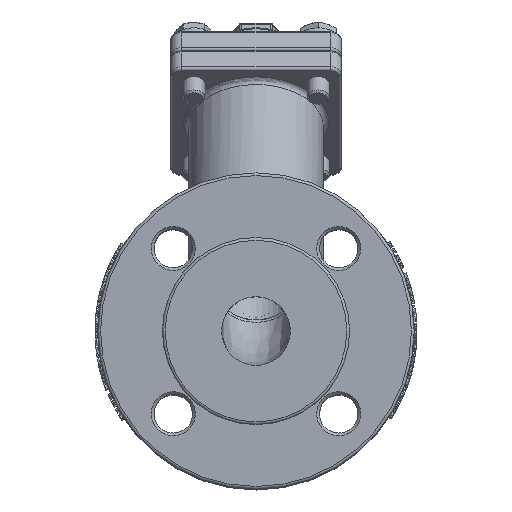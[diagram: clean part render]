
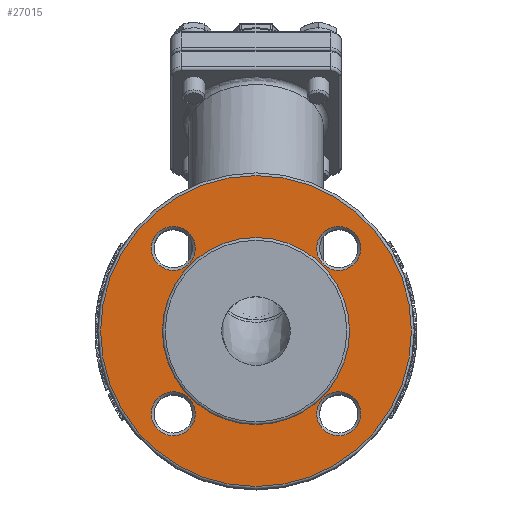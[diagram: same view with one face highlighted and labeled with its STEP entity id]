
A CAD part, top view. The second image highlights one B-rep face of the part: STEP entity #27015.
In plain terms, the highlighted planar face has unit normal (0, 0, 1).
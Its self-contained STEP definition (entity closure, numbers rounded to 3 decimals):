
#4361=FACE_BOUND('',#7646,.T.);
#4362=FACE_BOUND('',#7647,.T.);
#4363=FACE_BOUND('',#7648,.T.);
#4364=FACE_BOUND('',#7649,.T.);
#4365=FACE_BOUND('',#7650,.T.);
#4627=PLANE('',#28739);
#5262=CIRCLE('',#28717,56.5);
#5269=CIRCLE('',#28728,34.);
#5271=CIRCLE('',#28732,8.);
#5273=CIRCLE('',#28735,8.);
#5274=CIRCLE('',#28737,8.);
#5276=CIRCLE('',#28740,8.);
#6050=FACE_OUTER_BOUND('',#7645,.T.);
#7645=EDGE_LOOP('',(#17866));
#7646=EDGE_LOOP('',(#17867));
#7647=EDGE_LOOP('',(#17868));
#7648=EDGE_LOOP('',(#17869));
#7649=EDGE_LOOP('',(#17870));
#7650=EDGE_LOOP('',(#17871));
#10823=VERTEX_POINT('',#35811);
#10837=VERTEX_POINT('',#35879);
#10839=VERTEX_POINT('',#35885);
#10841=VERTEX_POINT('',#35890);
#10842=VERTEX_POINT('',#35893);
#10844=VERTEX_POINT('',#35898);
#13575=EDGE_CURVE('',#10823,#10823,#5262,.T.);
#13589=EDGE_CURVE('',#10837,#10837,#5269,.T.);
#13591=EDGE_CURVE('',#10839,#10839,#5271,.T.);
#13593=EDGE_CURVE('',#10841,#10841,#5273,.T.);
#13594=EDGE_CURVE('',#10842,#10842,#5274,.T.);
#13596=EDGE_CURVE('',#10844,#10844,#5276,.T.);
#17866=ORIENTED_EDGE('',*,*,#13575,.F.);
#17867=ORIENTED_EDGE('',*,*,#13589,.F.);
#17868=ORIENTED_EDGE('',*,*,#13591,.F.);
#17869=ORIENTED_EDGE('',*,*,#13593,.F.);
#17870=ORIENTED_EDGE('',*,*,#13596,.F.);
#17871=ORIENTED_EDGE('',*,*,#13594,.F.);
#27015=ADVANCED_FACE('',(#6050,#4361,#4362,#4363,#4364,#4365),#4627,.T.);
#28717=AXIS2_PLACEMENT_3D('',#35812,#30781,#30782);
#28728=AXIS2_PLACEMENT_3D('',#35880,#30803,#30804);
#28732=AXIS2_PLACEMENT_3D('',#35886,#30811,#30812);
#28735=AXIS2_PLACEMENT_3D('',#35891,#30817,#30818);
#28737=AXIS2_PLACEMENT_3D('',#35894,#30821,#30822);
#28739=AXIS2_PLACEMENT_3D('',#35897,#30825,#30826);
#28740=AXIS2_PLACEMENT_3D('',#35899,#30827,#30828);
#30781=DIRECTION('center_axis',(0.,0.,-1.));
#30782=DIRECTION('ref_axis',(-1.,0.,0.));
#30803=DIRECTION('center_axis',(0.,0.,1.));
#30804=DIRECTION('ref_axis',(-1.,0.,0.));
#30811=DIRECTION('center_axis',(0.,0.,1.));
#30812=DIRECTION('ref_axis',(0.,-1.,0.));
#30817=DIRECTION('center_axis',(0.,0.,1.));
#30818=DIRECTION('ref_axis',(1.,0.,0.));
#30821=DIRECTION('center_axis',(0.,0.,1.));
#30822=DIRECTION('ref_axis',(0.,1.,0.));
#30825=DIRECTION('center_axis',(0.,0.,1.));
#30826=DIRECTION('ref_axis',(1.,0.,0.));
#30827=DIRECTION('center_axis',(0.,0.,1.));
#30828=DIRECTION('ref_axis',(-1.,0.,0.));
#35811=CARTESIAN_POINT('',(56.5,0.,158.));
#35812=CARTESIAN_POINT('Origin',(0.,0.,158.));
#35879=CARTESIAN_POINT('',(34.,0.,158.));
#35880=CARTESIAN_POINT('Origin',(0.,0.,158.));
#35885=CARTESIAN_POINT('',(30.052,38.052,158.));
#35886=CARTESIAN_POINT('Origin',(30.052,30.052,158.));
#35890=CARTESIAN_POINT('',(-38.052,30.052,158.));
#35891=CARTESIAN_POINT('Origin',(-30.052,30.052,158.));
#35893=CARTESIAN_POINT('',(-30.052,-38.052,158.));
#35894=CARTESIAN_POINT('Origin',(-30.052,-30.052,158.));
#35897=CARTESIAN_POINT('Origin',(0.,0.,158.));
#35898=CARTESIAN_POINT('',(38.052,-30.052,158.));
#35899=CARTESIAN_POINT('Origin',(30.052,-30.052,158.));
